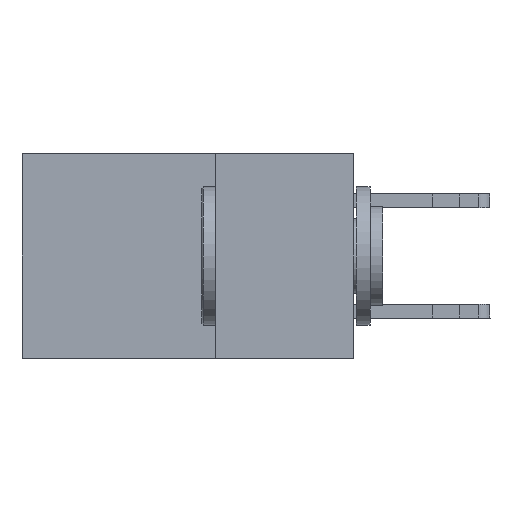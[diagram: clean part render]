
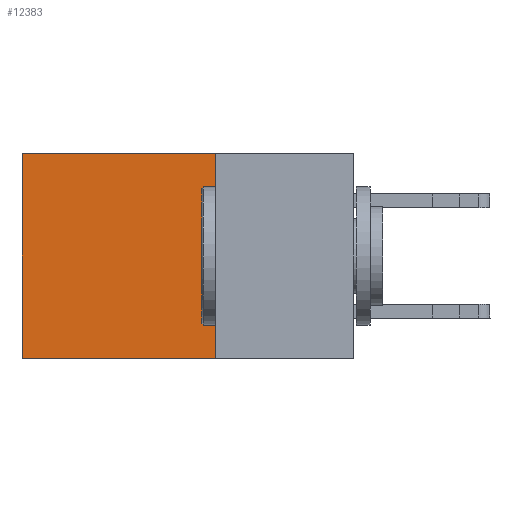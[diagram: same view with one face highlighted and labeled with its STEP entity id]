
A CAD part, left-side view. The second image highlights one B-rep face of the part: STEP entity #12383.
In plain terms, the highlighted planar face has unit normal (-1, 0, 0).
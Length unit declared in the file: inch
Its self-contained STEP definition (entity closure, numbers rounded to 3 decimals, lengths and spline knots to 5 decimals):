
#387 = CARTESIAN_POINT ( 'NONE',  ( 0.2875, 0.25, 0. ) ) ;
#1031 = FACE_OUTER_BOUND ( 'NONE', #18554, .T. ) ;
#1516 = LINE ( 'NONE', #10764, #20440 ) ;
#2709 = DIRECTION ( 'NONE',  ( 0., 0., -1. ) ) ;
#4640 = CARTESIAN_POINT ( 'NONE',  ( 0.2875, 0.6, 0. ) ) ;
#4746 = VECTOR ( 'NONE', #2709, 39.37008 ) ;
#5736 = EDGE_CURVE ( 'NONE', #12541, #10986, #1516, .T. ) ;
#7283 = EDGE_CURVE ( 'NONE', #8150, #12541, #9956, .T. ) ;
#7726 = ORIENTED_EDGE ( 'NONE', *, *, #7952, .T. ) ;
#7741 = DIRECTION ( 'NONE',  ( 0., 0., -1. ) ) ;
#7952 = EDGE_CURVE ( 'NONE', #8150, #12921, #10067, .T. ) ;
#8150 = VERTEX_POINT ( 'NONE', #387 ) ;
#8219 = CARTESIAN_POINT ( 'NONE',  ( 0.2875, 0.25, 0. ) ) ;
#8991 = ORIENTED_EDGE ( 'NONE', *, *, #9565, .T. ) ;
#9085 = PLANE ( 'NONE',  #15746 ) ;
#9565 = EDGE_CURVE ( 'NONE', #12921, #10986, #15137, .T. ) ;
#9956 = LINE ( 'NONE', #15072, #18972 ) ;
#10067 = LINE ( 'NONE', #8219, #23219 ) ;
#10129 = DIRECTION ( 'NONE',  ( 0., 1., 0. ) ) ;
#10764 = CARTESIAN_POINT ( 'NONE',  ( 0.2875, 0.25, -0.37 ) ) ;
#10842 = DIRECTION ( 'NONE',  ( 0., 1., 0. ) ) ;
#10958 = DIRECTION ( 'NONE',  ( 1., 0., 0. ) ) ;
#10986 = VERTEX_POINT ( 'NONE', #21494 ) ;
#11083 = ORIENTED_EDGE ( 'NONE', *, *, #7283, .F. ) ;
#11322 = CARTESIAN_POINT ( 'NONE',  ( 0.2875, 0.25, -0.37 ) ) ;
#12383 = ADVANCED_FACE ( 'NONE', ( #1031 ), #9085, .F. ) ;
#12541 = VERTEX_POINT ( 'NONE', #11322 ) ;
#12921 = VERTEX_POINT ( 'NONE', #21407 ) ;
#13844 = ORIENTED_EDGE ( 'NONE', *, *, #5736, .F. ) ;
#15072 = CARTESIAN_POINT ( 'NONE',  ( 0.2875, 0.25, 0. ) ) ;
#15137 = LINE ( 'NONE', #4640, #4746 ) ;
#15746 = AXIS2_PLACEMENT_3D ( 'NONE', #21658, #10958, #23469 ) ;
#18554 = EDGE_LOOP ( 'NONE', ( #8991, #13844, #11083, #7726 ) ) ;
#18972 = VECTOR ( 'NONE', #7741, 39.37008 ) ;
#20440 = VECTOR ( 'NONE', #10842, 39.37008 ) ;
#21407 = CARTESIAN_POINT ( 'NONE',  ( 0.2875, 0.6, 0. ) ) ;
#21494 = CARTESIAN_POINT ( 'NONE',  ( 0.2875, 0.6, -0.37 ) ) ;
#21658 = CARTESIAN_POINT ( 'NONE',  ( 0.2875, 0.25, 0. ) ) ;
#23219 = VECTOR ( 'NONE', #10129, 39.37008 ) ;
#23469 = DIRECTION ( 'NONE',  ( 0., 0., -1. ) ) ;
